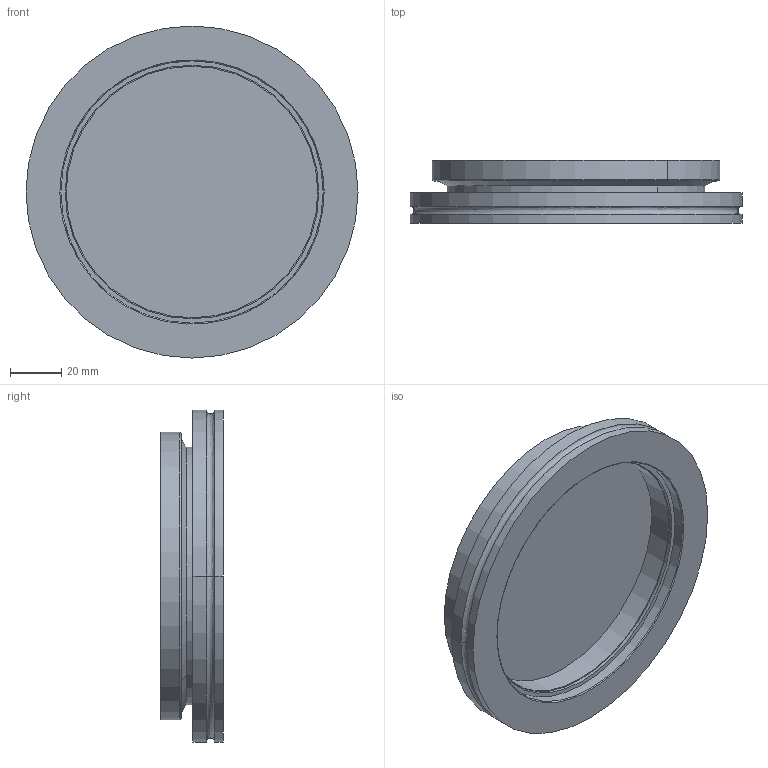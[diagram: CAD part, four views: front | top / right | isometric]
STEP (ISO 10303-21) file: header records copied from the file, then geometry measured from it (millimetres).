
FILE_DESCRIPTION (( 'STEP AP203' ), '1' );
FILE_NAME ('A12610-1-ISO.STEP', '2019-06-20T19:06:41', ( '' ), ( '' ), 'SwSTEP 2.0', 'SolidWorks 2019', '' );
FILE_SCHEMA (( 'CONFIG_CONTROL_DESIGN' ));
Length unit declared in the file: inch
Products named in the file (1): A12610-1-ISO
Bounding box: 130.05 x 24.61 x 130.05 mm (x, y, z)
Volume: 125229.7 mm3; surface area: 54488.2 mm2
Topology: 2 solids, 2 shells, 53 faces, 104 edges, 62 vertices
Faces by surface type: cylinder 22, bspline 12, plane 11, cone 4, torus 4
Entity records: 2425 total; most frequent: CARTESIAN_POINT 1266, DIRECTION 246, ORIENTED_EDGE 208, AXIS2_PLACEMENT_3D 110, EDGE_CURVE 104, CIRCLE 68, EDGE_LOOP 62, VERTEX_POINT 62
